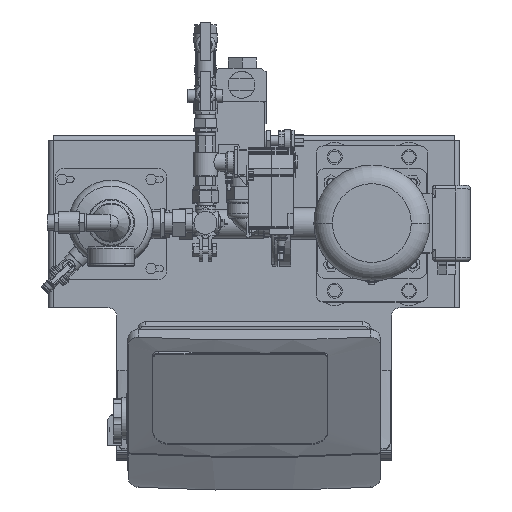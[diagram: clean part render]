
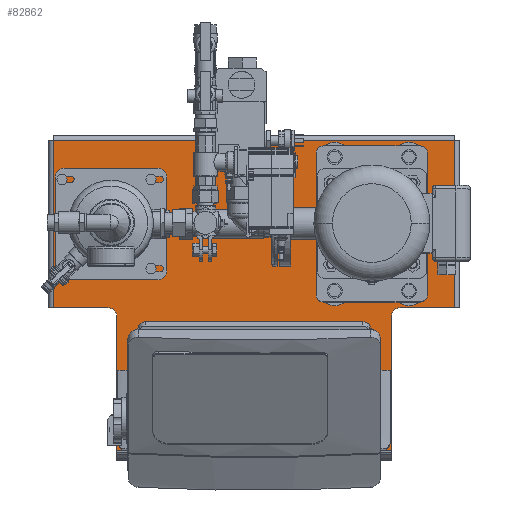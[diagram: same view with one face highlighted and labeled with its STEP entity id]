
A CAD part, top view. The second image highlights one B-rep face of the part: STEP entity #82862.
In plain terms, the highlighted planar face has unit normal (0, 0, 1).
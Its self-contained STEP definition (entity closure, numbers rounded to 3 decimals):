
#4237=LINE('',#126210,#13330);
#4240=LINE('',#126218,#13333);
#4248=LINE('',#126244,#13341);
#4249=LINE('',#126247,#13342);
#4250=LINE('',#126249,#13343);
#4251=LINE('',#126251,#13344);
#4252=LINE('',#126253,#13345);
#4253=LINE('',#126254,#13346);
#13330=VECTOR('',#102029,10.);
#13333=VECTOR('',#102034,10.);
#13341=VECTOR('',#102058,10.);
#13342=VECTOR('',#102061,10.);
#13343=VECTOR('',#102062,10.);
#13344=VECTOR('',#102063,10.);
#13345=VECTOR('',#102064,10.);
#13346=VECTOR('',#102065,10.);
#20613=PLANE('',#88963);
#26894=FACE_OUTER_BOUND('',#32358,.T.);
#32358=EDGE_LOOP('',(#65897,#65898,#65899,#65900,#65901,#65902,#65903,#65904,
#65905,#65906));
#36817=CIRCLE('',#88948,12.5);
#36827=CIRCLE('',#88961,12.5);
#40772=VERTEX_POINT('',#126184);
#40773=VERTEX_POINT('',#126186);
#40783=VERTEX_POINT('',#126208);
#40786=VERTEX_POINT('',#126215);
#40787=VERTEX_POINT('',#126217);
#40797=VERTEX_POINT('',#126239);
#40798=VERTEX_POINT('',#126246);
#40799=VERTEX_POINT('',#126248);
#40800=VERTEX_POINT('',#126250);
#40801=VERTEX_POINT('',#126252);
#50008=EDGE_CURVE('',#40773,#40772,#36817,.T.);
#50020=EDGE_CURVE('',#40772,#40783,#4237,.T.);
#50023=EDGE_CURVE('',#40787,#40786,#4240,.T.);
#50035=EDGE_CURVE('',#40786,#40797,#36827,.T.);
#50037=EDGE_CURVE('',#40787,#40783,#4248,.T.);
#50038=EDGE_CURVE('',#40798,#40773,#4249,.T.);
#50039=EDGE_CURVE('',#40797,#40799,#4250,.T.);
#50040=EDGE_CURVE('',#40800,#40799,#4251,.T.);
#50041=EDGE_CURVE('',#40800,#40801,#4252,.T.);
#50042=EDGE_CURVE('',#40798,#40801,#4253,.T.);
#65897=ORIENTED_EDGE('',*,*,#50038,.T.);
#65898=ORIENTED_EDGE('',*,*,#50008,.T.);
#65899=ORIENTED_EDGE('',*,*,#50020,.T.);
#65900=ORIENTED_EDGE('',*,*,#50037,.F.);
#65901=ORIENTED_EDGE('',*,*,#50023,.T.);
#65902=ORIENTED_EDGE('',*,*,#50035,.T.);
#65903=ORIENTED_EDGE('',*,*,#50039,.T.);
#65904=ORIENTED_EDGE('',*,*,#50040,.F.);
#65905=ORIENTED_EDGE('',*,*,#50041,.T.);
#65906=ORIENTED_EDGE('',*,*,#50042,.F.);
#82862=ADVANCED_FACE('',(#26894),#20613,.T.);
#88948=AXIS2_PLACEMENT_3D('',#126187,#102010,#102011);
#88961=AXIS2_PLACEMENT_3D('',#126241,#102053,#102054);
#88963=AXIS2_PLACEMENT_3D('',#126245,#102059,#102060);
#102010=DIRECTION('center_axis',(0.,0.,
-1.));
#102011=DIRECTION('ref_axis',(1.,0.,0.));
#102029=DIRECTION('',(0.,-1.,0.));
#102034=DIRECTION('',(0.,1.,0.));
#102053=DIRECTION('center_axis',(0.,0.,
-1.));
#102054=DIRECTION('ref_axis',(0.,1.,0.));
#102058=DIRECTION('',(-1.,0.,0.));
#102059=DIRECTION('center_axis',(0.,0.,
1.));
#102060=DIRECTION('ref_axis',(0.,1.,0.));
#102061=DIRECTION('',(1.,0.,0.));
#102062=DIRECTION('',(1.,0.,0.));
#102063=DIRECTION('',(0.,-1.,0.));
#102064=DIRECTION('',(-1.,0.,0.));
#102065=DIRECTION('',(0.,1.,0.));
#126184=CARTESIAN_POINT('',(-184.5,193.,30.));
#126186=CARTESIAN_POINT('',(-197.,205.5,30.));
#126187=CARTESIAN_POINT('Origin',(-197.,193.,30.));
#126208=CARTESIAN_POINT('',(-184.5,12.692,30.));
#126210=CARTESIAN_POINT('',(-184.5,102.846,30.));
#126215=CARTESIAN_POINT('',(184.5,193.,30.));
#126217=CARTESIAN_POINT('',(184.5,12.692,30.));
#126218=CARTESIAN_POINT('',(184.5,6.346,30.));
#126239=CARTESIAN_POINT('',(197.,205.5,30.));
#126241=CARTESIAN_POINT('Origin',(197.,193.,30.));
#126244=CARTESIAN_POINT('',(0.,12.692,30.));
#126245=CARTESIAN_POINT('Origin',(0.,12.692,
30.));
#126246=CARTESIAN_POINT('',(-270.,205.5,30.));
#126247=CARTESIAN_POINT('',(-135.,205.5,30.));
#126248=CARTESIAN_POINT('',(270.,205.5,30.));
#126249=CARTESIAN_POINT('',(98.5,205.5,30.));
#126250=CARTESIAN_POINT('',(270.,430.5,30.));
#126251=CARTESIAN_POINT('',(270.,12.692,30.));
#126252=CARTESIAN_POINT('',(-270.,430.5,30.));
#126253=CARTESIAN_POINT('',(0.,430.5,30.));
#126254=CARTESIAN_POINT('',(-270.,12.692,30.));
